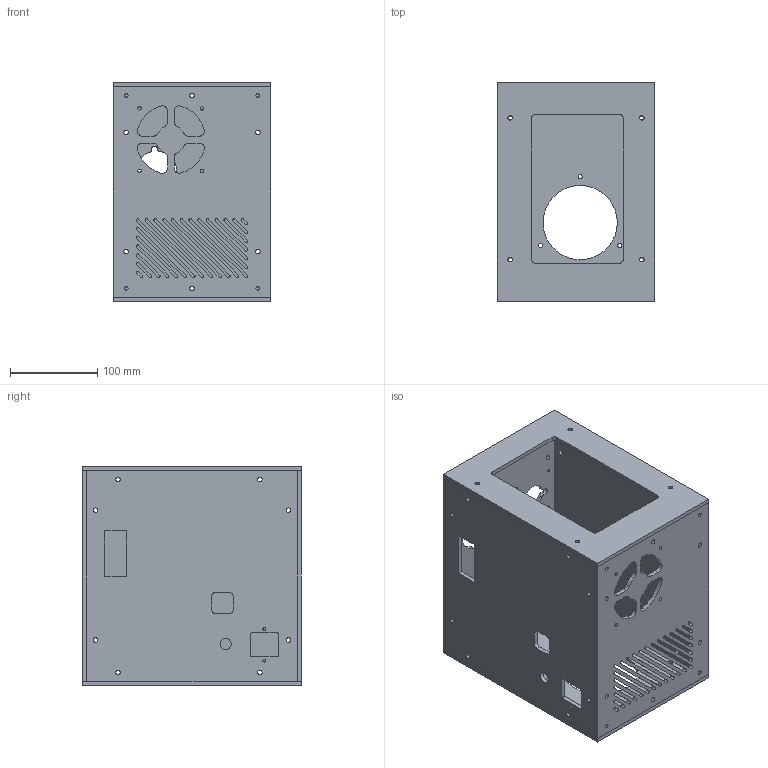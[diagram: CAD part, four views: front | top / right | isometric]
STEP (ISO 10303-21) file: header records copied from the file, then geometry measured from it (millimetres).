
FILE_DESCRIPTION(/* description */ (''),/* implementation_level */ '2;1');
FILE_NAME(/* name */ 'Enclosure.stp',/* time_stamp */ '2020-04-11T17:53:09-04:00',/* author */ ('angusaitken'),/* organization */ (''),/* preprocessor_version */ 'ST-DEVELOPER v18',/* originating_system */ 'Autodesk Inventor 2020',/* authorisation */ '');
FILE_SCHEMA (('AUTOMOTIVE_DESIGN { 1 0 10303 214 3 1 1 }'));
Length unit declared in the file: millimetre
Products named in the file (1): Front face
Bounding box: 180 x 250 x 249.99 mm (x, y, z)
Volume: 1212888 mm3; surface area: 560645.1 mm2
Topology: 6 solids, 6 shells, 245 faces, 740 edges, 507 vertices
Faces by surface type: cylinder 145, plane 100
Full cylindrical faces by diameter (mm): 2.8 x8, 3.4 x2, 4 x4, 4.2 x4, 4.8 x3, 5.2 x36, 12.7 x1, 84.9 x1
Entity records: 8901 total; most frequent: DIRECTION 1563, CARTESIAN_POINT 1493, ORIENTED_EDGE 1480, EDGE_CURVE 740, AXIS2_PLACEMENT_3D 577, VERTEX_POINT 507, EDGE_LOOP 421, LINE 409
